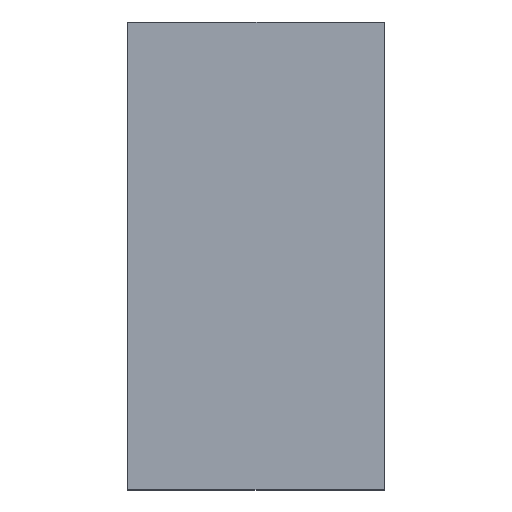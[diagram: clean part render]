
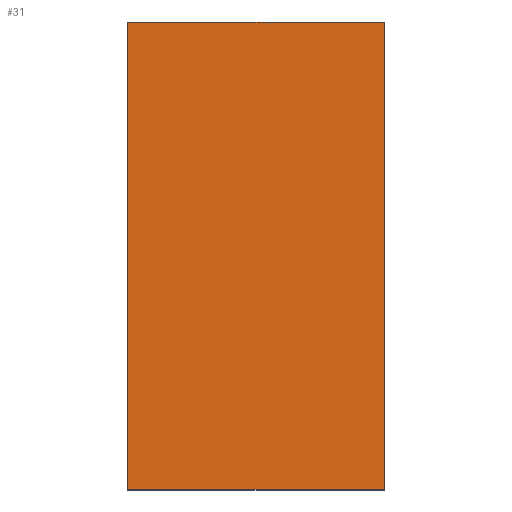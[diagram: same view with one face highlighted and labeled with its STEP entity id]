
A CAD part, top view. The second image highlights one B-rep face of the part: STEP entity #31.
In plain terms, the highlighted planar face has unit normal (0, 0, 1).
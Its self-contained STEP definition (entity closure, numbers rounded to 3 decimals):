
#2 = DIRECTION ( 'NONE',  ( 0., 1., 0. ) ) ;
#26 = VERTEX_POINT ( 'NONE', #815 ) ;
#31 = ADVANCED_FACE ( 'NONE', ( #657 ), #333, .T. ) ;
#144 = DIRECTION ( 'NONE',  ( 0., 1., 0. ) ) ;
#152 = EDGE_LOOP ( 'NONE', ( #475, #402, #874, #206 ) ) ;
#182 = VECTOR ( 'NONE', #783, 1000. ) ;
#197 = CARTESIAN_POINT ( 'NONE',  ( 0., -74.869, 3.5 ) ) ;
#206 = ORIENTED_EDGE ( 'NONE', *, *, #431, .F. ) ;
#259 = DIRECTION ( 'NONE',  ( 1., 0., 0. ) ) ;
#273 = CARTESIAN_POINT ( 'NONE',  ( 4.765, 13.02, 3.5 ) ) ;
#311 = EDGE_CURVE ( 'NONE', #26, #779, #383, .T. ) ;
#327 = VERTEX_POINT ( 'NONE', #930 ) ;
#333 = PLANE ( 'NONE',  #380 ) ;
#380 = AXIS2_PLACEMENT_3D ( 'NONE', #649, #966, #259 ) ;
#383 = LINE ( 'NONE', #449, #903 ) ;
#384 = CARTESIAN_POINT ( 'NONE',  ( -43.34, 0., 3.5 ) ) ;
#402 = ORIENTED_EDGE ( 'NONE', *, *, #696, .T. ) ;
#404 = LINE ( 'NONE', #384, #816 ) ;
#431 = EDGE_CURVE ( 'NONE', #914, #779, #920, .T. ) ;
#432 = CARTESIAN_POINT ( 'NONE',  ( -43.34, 13.02, 3.5 ) ) ;
#436 = VECTOR ( 'NONE', #972, 1000. ) ;
#449 = CARTESIAN_POINT ( 'NONE',  ( 4.765, 0., 3.5 ) ) ;
#459 = CARTESIAN_POINT ( 'NONE',  ( 0., 13.02, 3.5 ) ) ;
#475 = ORIENTED_EDGE ( 'NONE', *, *, #977, .F. ) ;
#504 = LINE ( 'NONE', #197, #436 ) ;
#649 = CARTESIAN_POINT ( 'NONE',  ( 0., 0., 3.5 ) ) ;
#657 = FACE_OUTER_BOUND ( 'NONE', #152, .T. ) ;
#696 = EDGE_CURVE ( 'NONE', #327, #26, #504, .T. ) ;
#779 = VERTEX_POINT ( 'NONE', #273 ) ;
#783 = DIRECTION ( 'NONE',  ( 1., 0., 0. ) ) ;
#815 = CARTESIAN_POINT ( 'NONE',  ( 4.765, -74.869, 3.5 ) ) ;
#816 = VECTOR ( 'NONE', #2, 1000. ) ;
#874 = ORIENTED_EDGE ( 'NONE', *, *, #311, .T. ) ;
#903 = VECTOR ( 'NONE', #144, 1000. ) ;
#914 = VERTEX_POINT ( 'NONE', #432 ) ;
#920 = LINE ( 'NONE', #459, #182 ) ;
#930 = CARTESIAN_POINT ( 'NONE',  ( -43.34, -74.869, 3.5 ) ) ;
#966 = DIRECTION ( 'NONE',  ( 0., 0., 1. ) ) ;
#972 = DIRECTION ( 'NONE',  ( 1., 0., 0. ) ) ;
#977 = EDGE_CURVE ( 'NONE', #327, #914, #404, .T. ) ;
